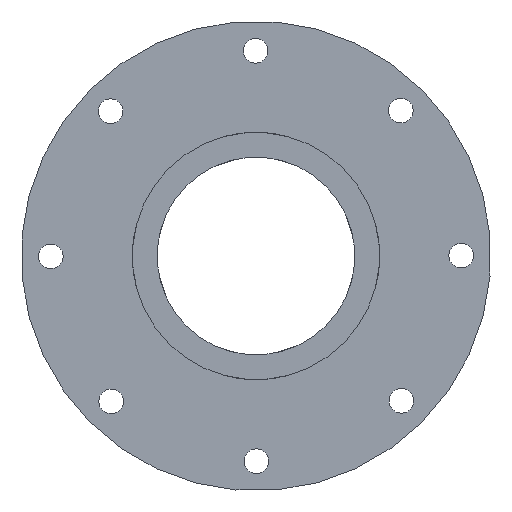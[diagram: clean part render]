
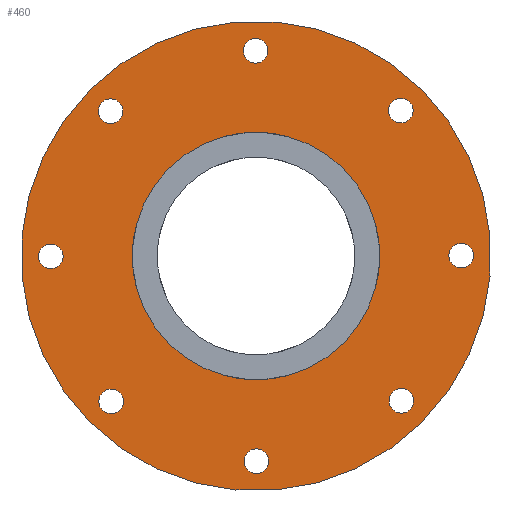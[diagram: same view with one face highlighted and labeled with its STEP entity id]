
A CAD part, front view. The second image highlights one B-rep face of the part: STEP entity #460.
In plain terms, the highlighted planar face has unit normal (0, -1, 0).
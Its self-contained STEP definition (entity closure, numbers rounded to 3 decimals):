
#20=PLANE('',#519);
#39=FACE_BOUND('',#139,.T.);
#40=FACE_BOUND('',#140,.T.);
#41=FACE_BOUND('',#141,.T.);
#42=FACE_BOUND('',#142,.T.);
#43=FACE_BOUND('',#143,.T.);
#44=FACE_BOUND('',#144,.T.);
#45=FACE_BOUND('',#145,.T.);
#46=FACE_BOUND('',#146,.T.);
#47=FACE_BOUND('',#147,.T.);
#58=CIRCLE('',#487,25.);
#60=CIRCLE('',#491,2.5);
#62=CIRCLE('',#494,2.5);
#65=CIRCLE('',#499,2.5);
#67=CIRCLE('',#502,2.5);
#69=CIRCLE('',#505,2.5);
#71=CIRCLE('',#508,2.5);
#73=CIRCLE('',#511,2.5);
#75=CIRCLE('',#514,2.5);
#77=CIRCLE('',#517,47.5);
#99=FACE_OUTER_BOUND('',#138,.T.);
#138=EDGE_LOOP('',(#401));
#139=EDGE_LOOP('',(#402));
#140=EDGE_LOOP('',(#403));
#141=EDGE_LOOP('',(#404));
#142=EDGE_LOOP('',(#405));
#143=EDGE_LOOP('',(#406));
#144=EDGE_LOOP('',(#407));
#145=EDGE_LOOP('',(#408));
#146=EDGE_LOOP('',(#409));
#147=EDGE_LOOP('',(#410));
#229=VERTEX_POINT('',#1216);
#231=VERTEX_POINT('',#1223);
#233=VERTEX_POINT('',#1229);
#236=VERTEX_POINT('',#1239);
#238=VERTEX_POINT('',#1245);
#240=VERTEX_POINT('',#1251);
#242=VERTEX_POINT('',#1257);
#244=VERTEX_POINT('',#1263);
#246=VERTEX_POINT('',#1269);
#248=VERTEX_POINT('',#1275);
#276=EDGE_CURVE('',#229,#229,#58,.T.);
#278=EDGE_CURVE('',#231,#231,#60,.F.);
#281=EDGE_CURVE('',#233,#233,#62,.F.);
#286=EDGE_CURVE('',#236,#236,#65,.F.);
#289=EDGE_CURVE('',#238,#238,#67,.F.);
#292=EDGE_CURVE('',#240,#240,#69,.F.);
#295=EDGE_CURVE('',#242,#242,#71,.F.);
#298=EDGE_CURVE('',#244,#244,#73,.F.);
#301=EDGE_CURVE('',#246,#246,#75,.F.);
#304=EDGE_CURVE('',#248,#248,#77,.F.);
#401=ORIENTED_EDGE('',*,*,#304,.T.);
#402=ORIENTED_EDGE('',*,*,#276,.T.);
#403=ORIENTED_EDGE('',*,*,#301,.T.);
#404=ORIENTED_EDGE('',*,*,#298,.T.);
#405=ORIENTED_EDGE('',*,*,#295,.T.);
#406=ORIENTED_EDGE('',*,*,#292,.T.);
#407=ORIENTED_EDGE('',*,*,#289,.T.);
#408=ORIENTED_EDGE('',*,*,#286,.T.);
#409=ORIENTED_EDGE('',*,*,#281,.T.);
#410=ORIENTED_EDGE('',*,*,#278,.T.);
#460=ADVANCED_FACE('',(#99,#39,#40,#41,#42,#43,#44,#45,#46,#47),#20,.T.);
#487=AXIS2_PLACEMENT_3D('',#1218,#555,#556);
#491=AXIS2_PLACEMENT_3D('',#1224,#563,#564);
#494=AXIS2_PLACEMENT_3D('',#1230,#570,#571);
#499=AXIS2_PLACEMENT_3D('',#1240,#582,#583);
#502=AXIS2_PLACEMENT_3D('',#1246,#589,#590);
#505=AXIS2_PLACEMENT_3D('',#1252,#596,#597);
#508=AXIS2_PLACEMENT_3D('',#1258,#603,#604);
#511=AXIS2_PLACEMENT_3D('',#1264,#610,#611);
#514=AXIS2_PLACEMENT_3D('',#1270,#617,#618);
#517=AXIS2_PLACEMENT_3D('',#1276,#624,#625);
#519=AXIS2_PLACEMENT_3D('',#1280,#629,#630);
#555=DIRECTION('center_axis',(0.,1.,0.));
#556=DIRECTION('ref_axis',(-0.706,0.,-0.708));
#563=DIRECTION('center_axis',(0.,-1.,0.));
#564=DIRECTION('ref_axis',(-0.706,0.,-0.708));
#570=DIRECTION('center_axis',(0.,-1.,0.));
#571=DIRECTION('ref_axis',(-0.706,0.,-0.708));
#582=DIRECTION('center_axis',(0.,-1.,0.));
#583=DIRECTION('ref_axis',(-0.706,0.,-0.708));
#589=DIRECTION('center_axis',(0.,-1.,0.));
#590=DIRECTION('ref_axis',(-0.706,0.,-0.708));
#596=DIRECTION('center_axis',(0.,-1.,0.));
#597=DIRECTION('ref_axis',(-0.706,0.,-0.708));
#603=DIRECTION('center_axis',(0.,-1.,0.));
#604=DIRECTION('ref_axis',(-0.706,0.,-0.708));
#610=DIRECTION('center_axis',(0.,-1.,0.));
#611=DIRECTION('ref_axis',(-0.706,0.,-0.708));
#617=DIRECTION('center_axis',(0.,-1.,0.));
#618=DIRECTION('ref_axis',(-0.706,0.,-0.708));
#624=DIRECTION('center_axis',(0.,1.,0.));
#625=DIRECTION('ref_axis',(-0.706,0.,-0.708));
#629=DIRECTION('center_axis',(0.,-1.,0.));
#630=DIRECTION('ref_axis',(-0.706,0.,-0.708));
#1216=CARTESIAN_POINT('',(57.648,-74.,57.708));
#1218=CARTESIAN_POINT('Origin',(40.,-74.,40.));
#1223=CARTESIAN_POINT('',(0.265,-74.,41.701));
#1224=CARTESIAN_POINT('Origin',(-1.5,-74.,39.93));
#1229=CARTESIAN_POINT('',(41.695,-74.,83.271));
#1230=CARTESIAN_POINT('Origin',(39.93,-74.,81.5));
#1239=CARTESIAN_POINT('',(41.835,-74.,0.271));
#1240=CARTESIAN_POINT('Origin',(40.07,-74.,-1.5));
#1245=CARTESIAN_POINT('',(12.37,-74.,71.066));
#1246=CARTESIAN_POINT('Origin',(10.606,-74.,69.295));
#1251=CARTESIAN_POINT('',(71.06,-74.,71.165));
#1252=CARTESIAN_POINT('Origin',(69.295,-74.,69.394));
#1257=CARTESIAN_POINT('',(12.469,-74.,12.376));
#1258=CARTESIAN_POINT('Origin',(10.705,-74.,10.606));
#1263=CARTESIAN_POINT('',(71.159,-74.,12.475));
#1264=CARTESIAN_POINT('Origin',(69.394,-74.,10.705));
#1269=CARTESIAN_POINT('',(83.265,-74.,41.841));
#1270=CARTESIAN_POINT('Origin',(81.5,-74.,40.07));
#1275=CARTESIAN_POINT('',(73.531,-74.,73.644));
#1276=CARTESIAN_POINT('Origin',(40.,-74.,40.));
#1280=CARTESIAN_POINT('Origin',(40.,-74.,40.));
